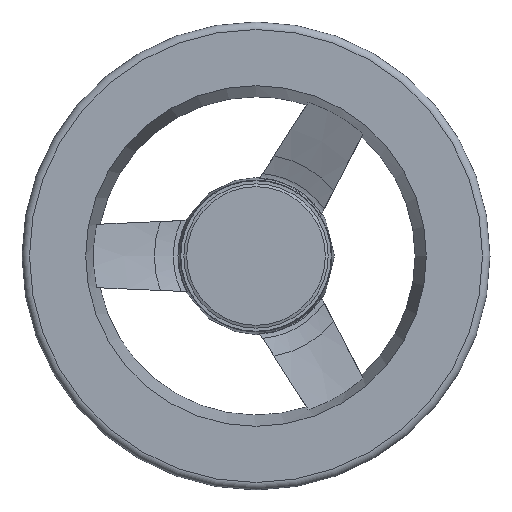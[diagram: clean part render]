
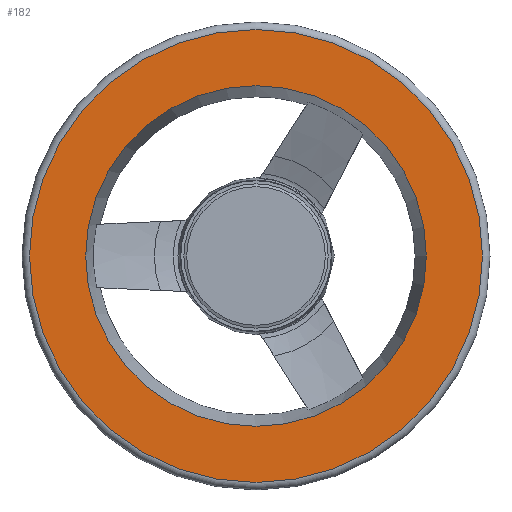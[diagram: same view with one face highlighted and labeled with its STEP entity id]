
A CAD part, left-side view. The second image highlights one B-rep face of the part: STEP entity #182.
In plain terms, the highlighted planar face has unit normal (-1, 0, 0).
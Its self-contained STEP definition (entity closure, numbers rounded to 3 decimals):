
#182=ADVANCED_FACE('',(#251,#281),#230,.F.);
#230=PLANE('',#905);
#251=FACE_BOUND('',#325,.T.);
#281=FACE_OUTER_BOUND('',#326,.T.);
#325=EDGE_LOOP('',(#446));
#326=EDGE_LOOP('',(#447));
#393=CIRCLE('',#903,45.5);
#394=CIRCLE('',#904,60.5);
#446=ORIENTED_EDGE('',*,*,#757,.F.);
#447=ORIENTED_EDGE('',*,*,#758,.T.);
#674=VERTEX_POINT('',#1219);
#675=VERTEX_POINT('',#1221);
#757=EDGE_CURVE('',#674,#674,#393,.T.);
#758=EDGE_CURVE('',#675,#675,#394,.T.);
#903=AXIS2_PLACEMENT_3D('',#1218,#1013,#1014);
#904=AXIS2_PLACEMENT_3D('',#1220,#1015,#1016);
#905=AXIS2_PLACEMENT_3D('',#1222,#1017,#1018);
#1013=DIRECTION('',(-1.,0.,0.));
#1014=DIRECTION('',(0.,0.,1.));
#1015=DIRECTION('',(-1.,0.,0.));
#1016=DIRECTION('',(0.,0.,1.));
#1017=DIRECTION('',(1.,0.,0.));
#1018=DIRECTION('',(0.,0.,-1.));
#1218=CARTESIAN_POINT('',(342.399,232.496,10.716));
#1219=CARTESIAN_POINT('',(342.399,232.496,56.216));
#1220=CARTESIAN_POINT('',(342.399,232.496,10.716));
#1221=CARTESIAN_POINT('',(342.399,232.496,71.216));
#1222=CARTESIAN_POINT('',(342.399,171.996,10.716));
